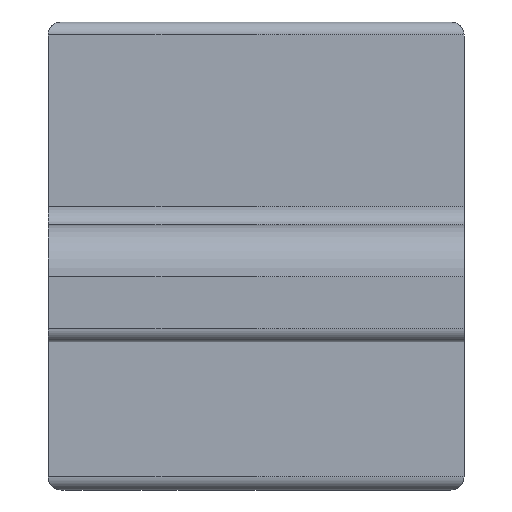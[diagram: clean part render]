
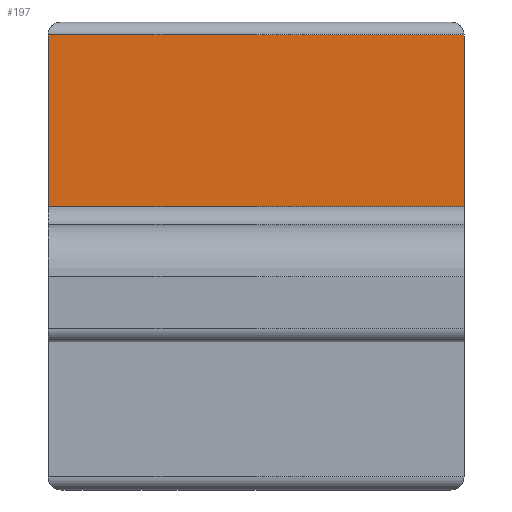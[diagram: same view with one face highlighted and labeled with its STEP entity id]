
A CAD part, front view. The second image highlights one B-rep face of the part: STEP entity #197.
In plain terms, the highlighted planar face has unit normal (0, -1, 0).
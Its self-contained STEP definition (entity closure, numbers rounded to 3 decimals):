
#197=ADVANCED_FACE('',(#264),#265,.T.);
#264=FACE_OUTER_BOUND('',#340,.T.);
#265=PLANE('',#341);
#340=EDGE_LOOP('',(#584,#585,#586,#587));
#341=AXIS2_PLACEMENT_3D('',#588,#589,#590);
#584=ORIENTED_EDGE('',*,*,#727,.F.);
#585=ORIENTED_EDGE('',*,*,#667,.T.);
#586=ORIENTED_EDGE('',*,*,#716,.T.);
#587=ORIENTED_EDGE('',*,*,#671,.T.);
#588=CARTESIAN_POINT('',(8.0,0.0,17.5));
#589=DIRECTION('',(0.,-1.0,0.));
#590=DIRECTION('',(0.0,0.,-1.0));
#667=EDGE_CURVE('',#771,#772,#773,.T.);
#671=EDGE_CURVE('',#779,#758,#780,.F.);
#716=EDGE_CURVE('',#772,#779,#859,.T.);
#727=EDGE_CURVE('',#771,#758,#874,.T.);
#758=VERTEX_POINT('',#928);
#771=VERTEX_POINT('',#952);
#772=VERTEX_POINT('',#953);
#773=LINE('',#954,#955);
#779=VERTEX_POINT('',#962);
#780=LINE('',#963,#964);
#859=LINE('',#1072,#1073);
#874=LINE('',#1092,#1093);
#928=CARTESIAN_POINT('',(-8.0,0.,17.5));
#952=CARTESIAN_POINT('',(-8.0,0.,10.9));
#953=CARTESIAN_POINT('',(8.0,0.,10.9));
#954=CARTESIAN_POINT('',(8.0,0.,10.9));
#955=VECTOR('',#1147,1.0);
#962=CARTESIAN_POINT('',(8.0,0.,17.5));
#963=CARTESIAN_POINT('',(8.0,0.0,17.5));
#964=VECTOR('',#1155,1.0);
#1072=CARTESIAN_POINT('',(8.0,0.,7.096));
#1073=VECTOR('',#1230,1.0);
#1092=CARTESIAN_POINT('',(-8.0,0.,7.096));
#1093=VECTOR('',#1253,1.0);
#1147=DIRECTION('',(1.0,0.,0.));
#1155=DIRECTION('',(1.0,0.,0.));
#1230=DIRECTION('',(0.,0.0,1.0));
#1253=DIRECTION('',(0.,0.0,1.0));
